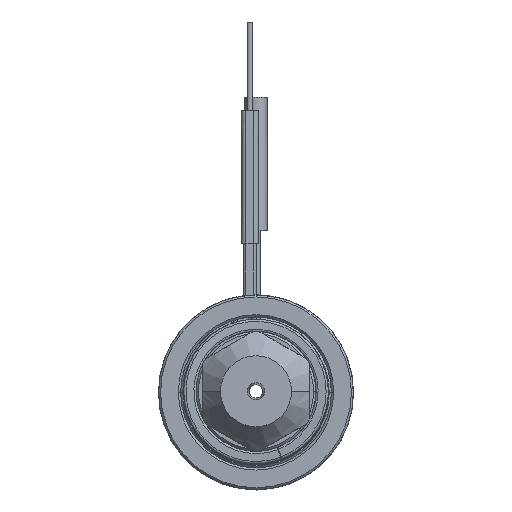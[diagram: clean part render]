
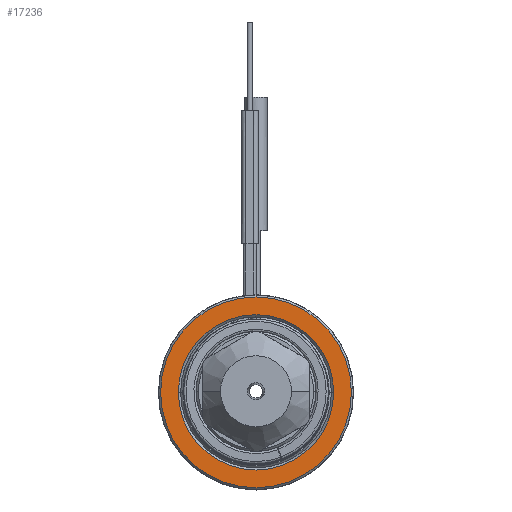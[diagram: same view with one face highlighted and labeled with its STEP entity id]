
A CAD part, top view. The second image highlights one B-rep face of the part: STEP entity #17236.
In plain terms, the highlighted planar face has unit normal (0, 0, 1).
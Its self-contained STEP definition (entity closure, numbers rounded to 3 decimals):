
#6468=CARTESIAN_POINT('',(0.,0.,40.));
#6469=DIRECTION('',(0.,0.,-1.));
#6470=DIRECTION('',(-1.,0.,0.));
#6471=AXIS2_PLACEMENT_3D('',#6468,#6469,#6470);
#6482=CARTESIAN_POINT('',(0.,0.,
40.));
#6483=DIRECTION('',(0.,0.,-1.));
#6484=DIRECTION('',(1.,0.,0.));
#6485=AXIS2_PLACEMENT_3D('',#6482,#6483,#6484);
#6496=CARTESIAN_POINT('',(0.,0.,
40.));
#6497=DIRECTION('',(0.,0.,-1.));
#6498=DIRECTION('',(1.,0.,0.));
#6499=AXIS2_PLACEMENT_3D('',#6496,#6497,#6498);
#6510=CARTESIAN_POINT('',(0.,0.,
40.));
#6511=DIRECTION('',(0.,0.,-1.));
#6512=DIRECTION('',(-1.,0.,0.));
#6513=AXIS2_PLACEMENT_3D('',#6510,#6511,#6512);
#6705=CARTESIAN_POINT('',(21.5,0.,40.));
#6706=CARTESIAN_POINT('',(-21.5,0.,40.));
#6707=VERTEX_POINT('',#6705);
#6708=VERTEX_POINT('',#6706);
#6709=CARTESIAN_POINT('',(17.5,0.,40.));
#6710=CARTESIAN_POINT('',(-17.5,0.,40.));
#6711=VERTEX_POINT('',#6709);
#6712=VERTEX_POINT('',#6710);
#17221=CARTESIAN_POINT('',(0.,0.,40.));
#17222=DIRECTION('',(0.,0.,1.));
#17223=DIRECTION('',(-1.,0.,0.));
#17224=AXIS2_PLACEMENT_3D('',#17221,#17222,#17223);
#17225=PLANE('',#17224);
#17226=ORIENTED_EDGE('',*,*,#17203,.T.);
#17227=ORIENTED_EDGE('',*,*,#17188,.T.);
#17228=EDGE_LOOP('',(#17226,#17227));
#17229=FACE_OUTER_BOUND('',#17228,.F.);
#17231=ORIENTED_EDGE('',*,*,#17230,.F.);
#17233=ORIENTED_EDGE('',*,*,#17232,.F.);
#17234=EDGE_LOOP('',(#17231,#17233));
#17235=FACE_BOUND('',#17234,.F.);
#6472=CIRCLE('',#6471,21.5);
#6486=CIRCLE('',#6485,21.5);
#6500=CIRCLE('',#6499,17.5);
#6514=CIRCLE('',#6513,17.5);
#17188=EDGE_CURVE('',#6708,#6707,#6472,.T.);
#17203=EDGE_CURVE('',#6707,#6708,#6486,.T.);
#17230=EDGE_CURVE('',#6711,#6712,#6500,.T.);
#17232=EDGE_CURVE('',#6712,#6711,#6514,.T.);
#17236=ADVANCED_FACE('',(#17229,#17235),#17225,.T.);
